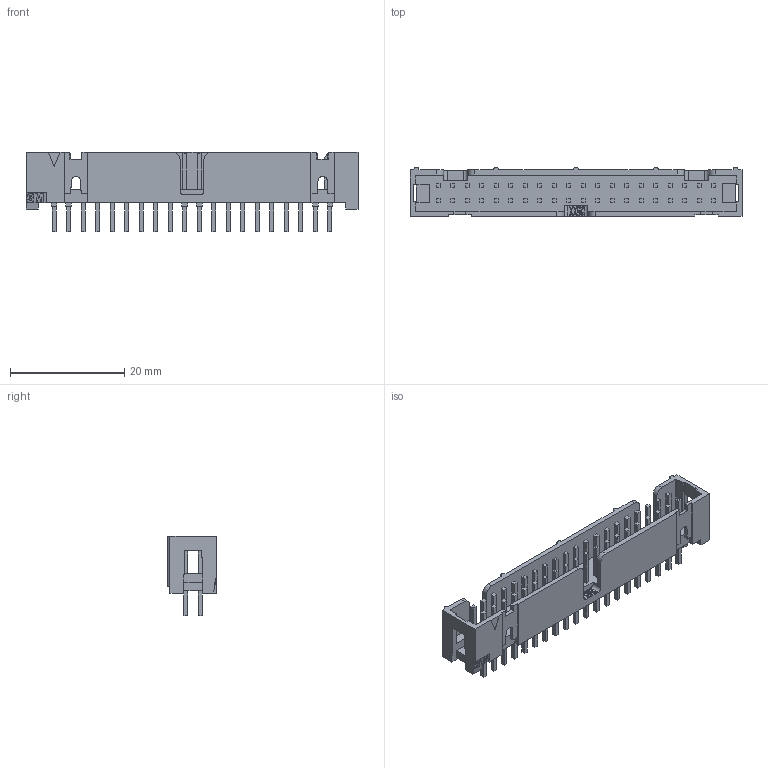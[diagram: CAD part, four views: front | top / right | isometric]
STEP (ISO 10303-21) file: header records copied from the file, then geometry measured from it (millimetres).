
FILE_DESCRIPTION((''),'2;1');
FILE_NAME('3M_N2540-6003RB.stp','2014-01-22T09:48:31',(''),(''),'Mechanical Desktop 2011','Mechanical Desktop 2011',', , ');
FILE_SCHEMA(('AUTOMOTIVE_DESIGN { 1 2 10303 214 1 1 1 1 }'));
Length unit declared in the file: millimetre
Products named in the file (1): Product
Bounding box: 58.12 x 8.64 x 13.85 mm (x, y, z)
Volume: 1947.6 mm3; surface area: 4332.1 mm2
Topology: 91 solids, 91 shells, 797 faces, 1803 edges, 1198 vertices
Faces by surface type: plane 483, bspline 287, cylinder 27
Entity records: 22380 total; most frequent: CARTESIAN_POINT 5288, ORIENTED_EDGE 3606, DIRECTION 2845, EDGE_CURVE 1803, VECTOR 1715, LINE 1715, VERTEX_POINT 1198, EDGE_LOOP 815
